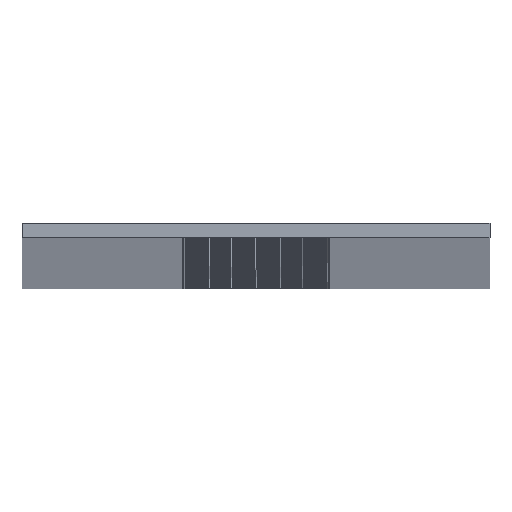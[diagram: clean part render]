
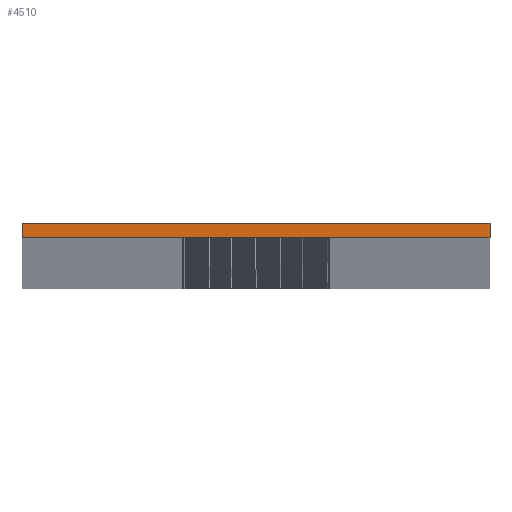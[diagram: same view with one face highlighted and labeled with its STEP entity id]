
A CAD part, top view. The second image highlights one B-rep face of the part: STEP entity #4510.
In plain terms, the highlighted planar face has unit normal (0, 0, 1).
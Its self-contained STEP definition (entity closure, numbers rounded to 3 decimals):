
#217=PLANE('',#4939);
#423=FACE_OUTER_BOUND('',#629,.T.);
#629=EDGE_LOOP('',(#3588,#3589,#3590,#3591));
#1135=LINE('',#7377,#1547);
#1140=LINE('',#7388,#1552);
#1142=LINE('',#7391,#1554);
#1143=LINE('',#7392,#1555);
#1547=VECTOR('',#6149,10.);
#1552=VECTOR('',#6158,10.);
#1554=VECTOR('',#6162,10.);
#1555=VECTOR('',#6163,10.);
#2156=VERTEX_POINT('',#7370);
#2159=VERTEX_POINT('',#7375);
#2162=VERTEX_POINT('',#7385);
#2163=VERTEX_POINT('',#7387);
#2767=EDGE_CURVE('',#2159,#2156,#1135,.T.);
#2772=EDGE_CURVE('',#2163,#2162,#1140,.T.);
#2774=EDGE_CURVE('',#2162,#2156,#1142,.T.);
#2775=EDGE_CURVE('',#2163,#2159,#1143,.T.);
#3588=ORIENTED_EDGE('',*,*,#2774,.T.);
#3589=ORIENTED_EDGE('',*,*,#2767,.F.);
#3590=ORIENTED_EDGE('',*,*,#2775,.F.);
#3591=ORIENTED_EDGE('',*,*,#2772,.T.);
#4510=ADVANCED_FACE('',(#423),#217,.T.);
#4939=AXIS2_PLACEMENT_3D('',#7390,#6160,#6161);
#6149=DIRECTION('',(0.,1.,0.));
#6158=DIRECTION('',(0.,1.,0.));
#6160=DIRECTION('center_axis',(0.,0.,1.));
#6161=DIRECTION('ref_axis',(1.,0.,0.));
#6162=DIRECTION('',(-1.,0.,0.));
#6163=DIRECTION('',(-1.,0.,0.));
#7370=CARTESIAN_POINT('',(-32.,1.,0.));
#7375=CARTESIAN_POINT('',(-32.,0.,0.));
#7377=CARTESIAN_POINT('',(-32.,0.,0.));
#7385=CARTESIAN_POINT('',(0.,1.,0.));
#7387=CARTESIAN_POINT('',(0.,0.,0.));
#7388=CARTESIAN_POINT('',(0.,0.,0.));
#7390=CARTESIAN_POINT('Origin',(0.,0.,0.));
#7391=CARTESIAN_POINT('',(0.,1.,0.));
#7392=CARTESIAN_POINT('',(0.,0.,0.));
